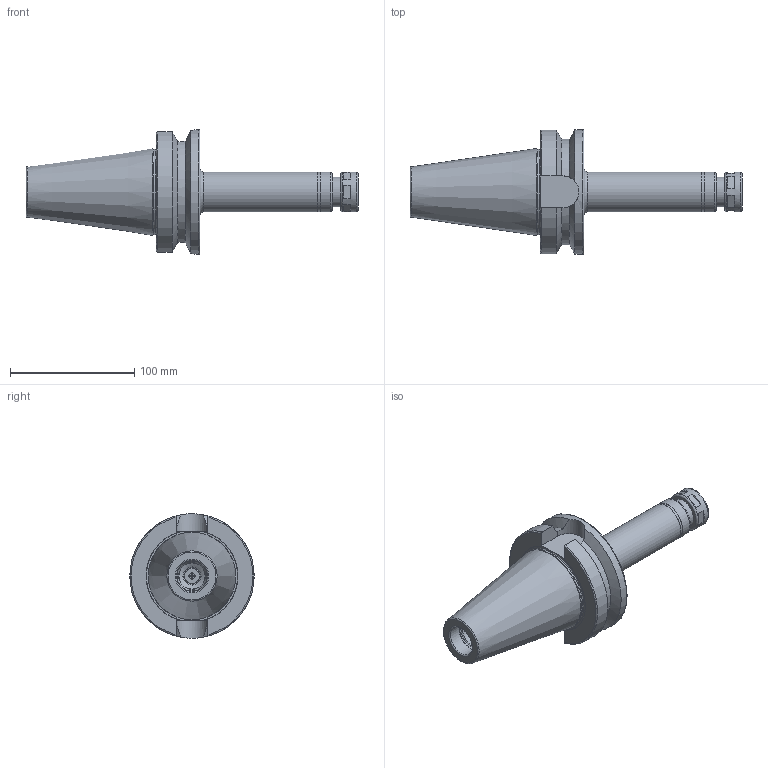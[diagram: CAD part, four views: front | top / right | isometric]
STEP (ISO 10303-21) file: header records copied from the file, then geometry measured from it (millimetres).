
FILE_DESCRIPTION((''),'2;1');
FILE_NAME('254010512165-3D.stp','2020-04-14T16:14:51',('nttooll'),(''),'Autodesk Inventor 2012','Autodesk Inventor 2012','');
FILE_SCHEMA(('AUTOMOTIVE_DESIGN { 1 0 10303 214 1 1 1 1 }'));
Length unit declared in the file: millimetre
Products named in the file (1): 254010512165-3D
Bounding box: 266.8 x 100 x 100 mm (x, y, z)
Volume: 522193.3 mm3; surface area: 74056 mm2
Topology: 1 solids, 1 shells, 114 faces, 232 edges, 144 vertices
Faces by surface type: plane 47, cylinder 34, cone 22, torus 11
Full cylindrical faces by diameter (mm): 2 x1, 4.5 x1, 5 x1, 9.57 x1, 12.8 x2, 12.9 x1, 13.3 x1, 14 x2, 14.5 x2, 17 x1, 18.2 x1, 20.5 x1, 21 x1, 21.3 x1, 24 x3, 25 x1, 25.4 x1, 31.6 x1, 32 x3, 68.9 x1, 100 x1
Entity records: 2774 total; most frequent: CARTESIAN_POINT 541, DIRECTION 486, ORIENTED_EDGE 350, AXIS2_PLACEMENT_3D 218, EDGE_LOOP 194, EDGE_CURVE 175, VERTEX_POINT 141, FACE_OUTER_BOUND 114
